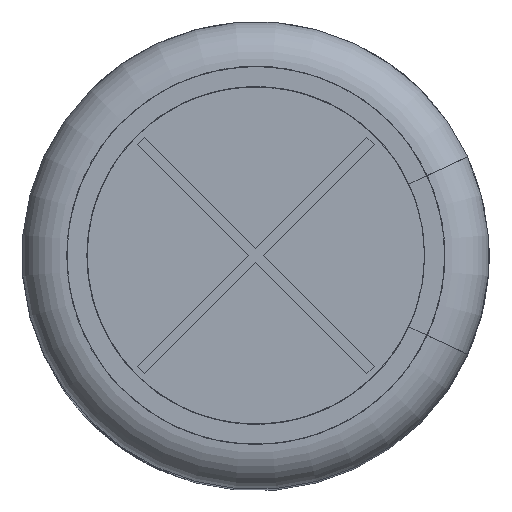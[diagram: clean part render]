
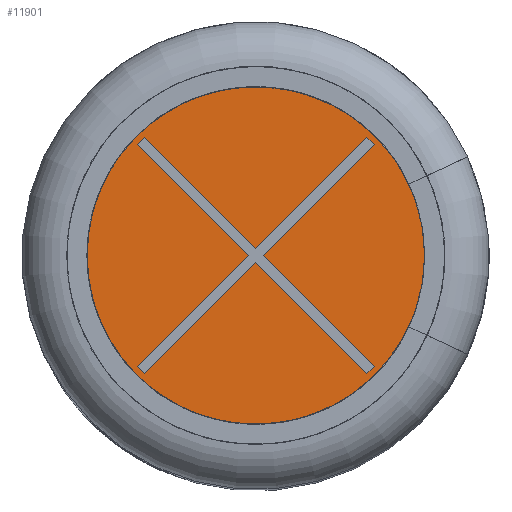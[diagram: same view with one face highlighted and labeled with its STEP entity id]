
A CAD part, top view. The second image highlights one B-rep face of the part: STEP entity #11901.
In plain terms, the highlighted planar face has unit normal (0, 0, 1).
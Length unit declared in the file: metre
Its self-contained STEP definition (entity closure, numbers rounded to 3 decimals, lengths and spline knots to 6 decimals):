
#428=LINE('',#15524,#1100);
#431=LINE('',#15530,#1103);
#433=LINE('',#15534,#1105);
#435=LINE('',#15538,#1107);
#437=LINE('',#15542,#1109);
#439=LINE('',#15546,#1111);
#441=LINE('',#15550,#1113);
#443=LINE('',#15554,#1115);
#445=LINE('',#15558,#1117);
#447=LINE('',#15562,#1119);
#449=LINE('',#15566,#1121);
#451=LINE('',#15570,#1123);
#1100=VECTOR('',#13226,1.);
#1103=VECTOR('',#13231,1.);
#1105=VECTOR('',#13235,1.);
#1107=VECTOR('',#13239,1.);
#1109=VECTOR('',#13243,1.);
#1111=VECTOR('',#13247,1.);
#1113=VECTOR('',#13251,1.);
#1115=VECTOR('',#13255,1.);
#1117=VECTOR('',#13259,1.);
#1119=VECTOR('',#13263,1.);
#1121=VECTOR('',#13267,1.);
#1123=VECTOR('',#13271,1.);
#1986=ORIENTED_EDGE('',*,*,#4381,.T.);
#1987=ORIENTED_EDGE('',*,*,#4404,.T.);
#1988=ORIENTED_EDGE('',*,*,#4402,.T.);
#1989=ORIENTED_EDGE('',*,*,#4400,.T.);
#1990=ORIENTED_EDGE('',*,*,#4398,.T.);
#1991=ORIENTED_EDGE('',*,*,#4396,.T.);
#1992=ORIENTED_EDGE('',*,*,#4394,.T.);
#1993=ORIENTED_EDGE('',*,*,#4392,.T.);
#1994=ORIENTED_EDGE('',*,*,#4390,.T.);
#1995=ORIENTED_EDGE('',*,*,#4388,.T.);
#1996=ORIENTED_EDGE('',*,*,#4386,.T.);
#1997=ORIENTED_EDGE('',*,*,#4384,.T.);
#1998=ORIENTED_EDGE('',*,*,#4428,.F.);
#4381=EDGE_CURVE('',#5636,#5637,#428,.T.);
#4384=EDGE_CURVE('',#5638,#5636,#431,.T.);
#4386=EDGE_CURVE('',#5639,#5638,#433,.T.);
#4388=EDGE_CURVE('',#5640,#5639,#435,.T.);
#4390=EDGE_CURVE('',#5641,#5640,#437,.T.);
#4392=EDGE_CURVE('',#5642,#5641,#439,.T.);
#4394=EDGE_CURVE('',#5643,#5642,#441,.T.);
#4396=EDGE_CURVE('',#5644,#5643,#443,.T.);
#4398=EDGE_CURVE('',#5645,#5644,#445,.T.);
#4400=EDGE_CURVE('',#5646,#5645,#447,.T.);
#4402=EDGE_CURVE('',#5647,#5646,#449,.T.);
#4404=EDGE_CURVE('',#5637,#5647,#451,.T.);
#4428=EDGE_CURVE('',#5669,#5669,#6496,.T.);
#5636=VERTEX_POINT('',#15525);
#5637=VERTEX_POINT('',#15526);
#5638=VERTEX_POINT('',#15531);
#5639=VERTEX_POINT('',#15535);
#5640=VERTEX_POINT('',#15539);
#5641=VERTEX_POINT('',#15543);
#5642=VERTEX_POINT('',#15547);
#5643=VERTEX_POINT('',#15551);
#5644=VERTEX_POINT('',#15555);
#5645=VERTEX_POINT('',#15559);
#5646=VERTEX_POINT('',#15563);
#5647=VERTEX_POINT('',#15567);
#5669=VERTEX_POINT('',#15631);
#6496=CIRCLE('',#12434,0.004045);
#6831=EDGE_LOOP('',(#1986,#1987,#1988,#1989,#1990,#1991,#1992,#1993,#1994,
#1995,#1996,#1997));
#6832=EDGE_LOOP('',(#1998));
#7441=FACE_BOUND('',#6831,.T.);
#7442=FACE_BOUND('',#6832,.T.);
#8013=PLANE('',#12453);
#11901=ADVANCED_FACE('',(#7441,#7442),#8013,.T.);
#12434=AXIS2_PLACEMENT_3D('',#15630,#13344,#13345);
#12453=AXIS2_PLACEMENT_3D('',#15655,#13382,#13383);
#13226=DIRECTION('',(0.707,0.707,0.));
#13231=DIRECTION('',(-0.707,0.707,0.));
#13235=DIRECTION('',(0.707,0.707,0.));
#13239=DIRECTION('',(-0.707,0.707,0.));
#13243=DIRECTION('',(-0.707,-0.707,0.));
#13247=DIRECTION('',(-0.707,0.707,0.));
#13251=DIRECTION('',(-0.707,-0.707,0.));
#13255=DIRECTION('',(0.707,-0.707,0.));
#13259=DIRECTION('',(-0.707,-0.707,0.));
#13263=DIRECTION('',(0.707,-0.707,0.));
#13267=DIRECTION('',(0.707,0.707,0.));
#13271=DIRECTION('',(0.707,-0.707,0.));
#13344=DIRECTION('',(0.,0.,-1.));
#13345=DIRECTION('',(-1.,0.,0.));
#13382=DIRECTION('',(0.,0.,1.));
#13383=DIRECTION('',(1.,0.,0.));
#15524=CARTESIAN_POINT('',(-0.002375,0.002533,0.01978));
#15525=CARTESIAN_POINT('',(-0.002533,0.002375,0.01978));
#15526=CARTESIAN_POINT('',(-0.002375,0.002533,0.01978));
#15530=CARTESIAN_POINT('',(-0.000157,0.,0.01978));
#15531=CARTESIAN_POINT('',(-0.000157,0.,0.01978));
#15534=CARTESIAN_POINT('',(-0.000157,0.,0.01978));
#15535=CARTESIAN_POINT('',(-0.002533,-0.002375,0.01978));
#15538=CARTESIAN_POINT('',(-0.002375,-0.002533,0.01978));
#15539=CARTESIAN_POINT('',(-0.002375,-0.002533,0.01978));
#15542=CARTESIAN_POINT('',(0.,-0.000157,0.01978));
#15543=CARTESIAN_POINT('',(0.,-0.000157,0.01978));
#15546=CARTESIAN_POINT('',(0.,-0.000157,0.01978));
#15547=CARTESIAN_POINT('',(0.002375,-0.002533,0.01978));
#15550=CARTESIAN_POINT('',(0.002533,-0.002375,0.01978));
#15551=CARTESIAN_POINT('',(0.002533,-0.002375,0.01978));
#15554=CARTESIAN_POINT('',(0.000157,0.,0.01978));
#15555=CARTESIAN_POINT('',(0.000157,0.,0.01978));
#15558=CARTESIAN_POINT('',(0.000157,0.,0.01978));
#15559=CARTESIAN_POINT('',(0.002533,0.002375,0.01978));
#15562=CARTESIAN_POINT('',(0.002533,0.002375,0.01978));
#15563=CARTESIAN_POINT('',(0.002375,0.002533,0.01978));
#15566=CARTESIAN_POINT('',(0.,0.000157,0.01978));
#15567=CARTESIAN_POINT('',(0.,0.000157,0.01978));
#15570=CARTESIAN_POINT('',(0.,0.000157,0.01978));
#15630=CARTESIAN_POINT('',(0.,0.,0.01978));
#15631=CARTESIAN_POINT('',(-0.004045,0.,0.01978));
#15655=CARTESIAN_POINT('',(-0.004045,0.,0.01978));
